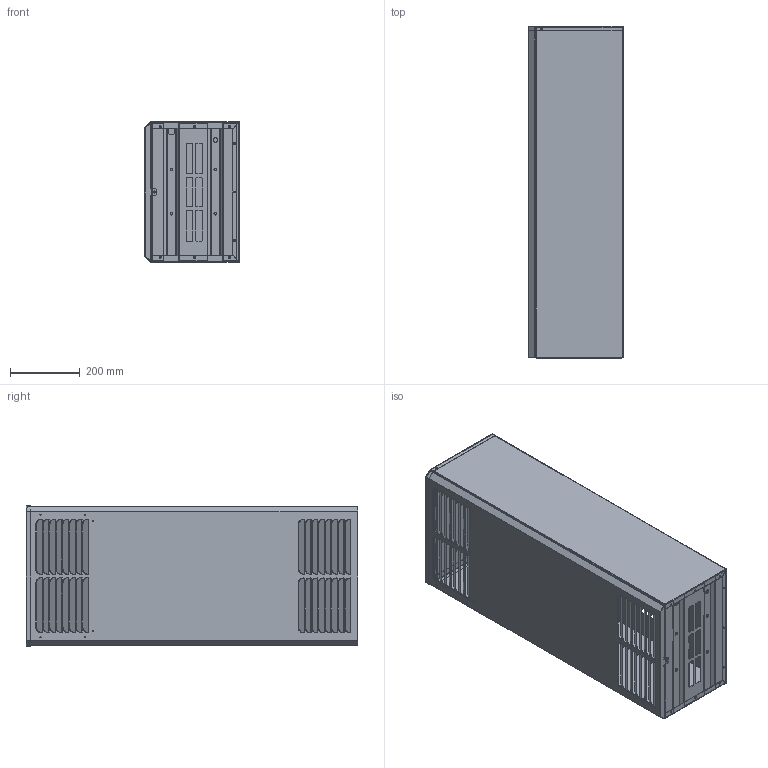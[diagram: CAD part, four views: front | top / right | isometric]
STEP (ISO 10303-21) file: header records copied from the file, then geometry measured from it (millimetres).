
FILE_DESCRIPTION (( 'STEP AP203' ), '1' );
FILE_NAME ('O3000-MONTAJ.STEP', '2023-01-25T08:20:03', ( '' ), ( '' ), 'SwSTEP 2.0', 'SolidWorks 2011', '' );
FILE_SCHEMA (( 'CONFIG_CONTROL_DESIGN' ));
Products named in the file (9): O3000-MONTAJ; O3000-ARKAPAK; O3000-MOTORALTSACÝ; Part1^O3000-MONTAJ; Digital Display Controller-K; O3000-MUDAHALEKAPAK; O3000O2000-ONKAPAK; O3000-GOVDE; O3000-USTKAPAK
Assembly tree (7 placements, depth 2):
  O3000-MONTAJ
    Digital Display Controller-K
    O3000O2000-ONKAPAK
    O3000-USTKAPAK
    O3000-MUDAHALEKAPAK
    O3000-GOVDE
    O3000-MOTORALTSACÝ
    O3000-ARKAPAK
  Part1^O3000-MONTAJ
Bounding box: 275.19 x 954.76 x 404.11 mm (x, y, z)
Volume: 1578864 mm3; surface area: 3193680.7 mm2
Topology: 8 solids, 8 shells, 1883 faces, 5131 edges, 3210 vertices
Faces by surface type: cylinder 927, plane 678, bspline 278
Entity records: 63682 total; most frequent: CARTESIAN_POINT 16253, ORIENTED_EDGE 10262, DIRECTION 9001, EDGE_CURVE 5131, AXIS2_PLACEMENT_3D 3261, VERTEX_POINT 3210, LINE 2479, VECTOR 2479
